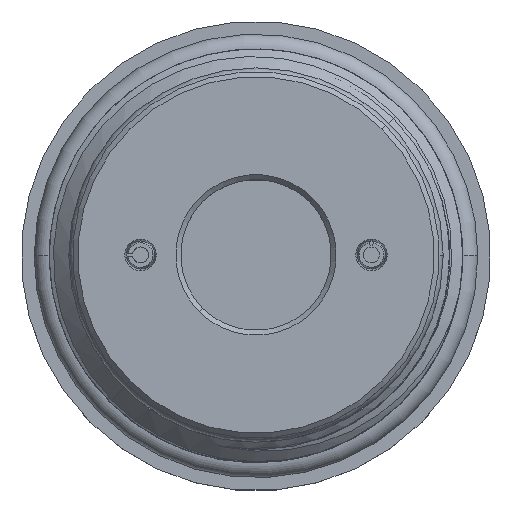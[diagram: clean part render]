
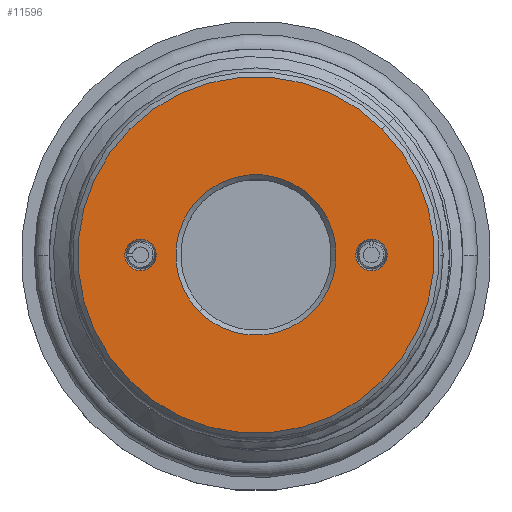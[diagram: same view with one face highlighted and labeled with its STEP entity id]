
A CAD part, top view. The second image highlights one B-rep face of the part: STEP entity #11596.
In plain terms, the highlighted planar face has unit normal (0, 0, 1).
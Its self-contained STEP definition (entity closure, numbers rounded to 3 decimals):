
#259 = FACE_OUTER_BOUND ( 'NONE', #1116, .T. ) ;
#869 = CARTESIAN_POINT ( 'NONE',  ( -5.657, -5.657, 78.2 ) ) ;
#949 = DIRECTION ( 'NONE',  ( 0., 0., 1. ) ) ;
#1116 = EDGE_LOOP ( 'NONE', ( #9474, #7919 ) ) ;
#1131 = CIRCLE ( 'NONE', #13530, 17.76 ) ;
#1344 = CIRCLE ( 'NONE', #5796, 1.561 ) ;
#1420 = DIRECTION ( 'NONE',  ( 0., 0., -1. ) ) ;
#1471 = CIRCLE ( 'NONE', #3883, 8. ) ;
#1599 = DIRECTION ( 'NONE',  ( -0.707, -0.707, 0. ) ) ;
#2359 = AXIS2_PLACEMENT_3D ( 'NONE', #8901, #6556, #10093 ) ;
#2595 = DIRECTION ( 'NONE',  ( 0., 0., -1. ) ) ;
#2941 = AXIS2_PLACEMENT_3D ( 'NONE', #6719, #949, #5529 ) ;
#2942 = CIRCLE ( 'NONE', #14682, 8. ) ;
#3125 = VERTEX_POINT ( 'NONE', #8886 ) ;
#3268 = DIRECTION ( 'NONE',  ( 0., 0., -1. ) ) ;
#3378 = VERTEX_POINT ( 'NONE', #9244 ) ;
#3467 = VERTEX_POINT ( 'NONE', #10878 ) ;
#3589 = ORIENTED_EDGE ( 'NONE', *, *, #14639, .T. ) ;
#3883 = AXIS2_PLACEMENT_3D ( 'NONE', #7416, #8656, #1599 ) ;
#3903 = PLANE ( 'NONE',  #8757 ) ;
#3919 = CARTESIAN_POINT ( 'NONE',  ( 0., 0., 78.2 ) ) ;
#4022 = EDGE_LOOP ( 'NONE', ( #9744, #7066 ) ) ;
#4834 = DIRECTION ( 'NONE',  ( 0., 0., 1. ) ) ;
#5011 = CIRCLE ( 'NONE', #2941, 17.76 ) ;
#5090 = DIRECTION ( 'NONE',  ( -0.707, -0.707, 0. ) ) ;
#5105 = AXIS2_PLACEMENT_3D ( 'NONE', #10341, #3268, #8100 ) ;
#5162 = EDGE_CURVE ( 'NONE', #3378, #9812, #5011, .T. ) ;
#5199 = DIRECTION ( 'NONE',  ( 0., 0., -1. ) ) ;
#5529 = DIRECTION ( 'NONE',  ( -0.707, -0.707, 0. ) ) ;
#5704 = ORIENTED_EDGE ( 'NONE', *, *, #9774, .T. ) ;
#5796 = AXIS2_PLACEMENT_3D ( 'NONE', #12370, #5199, #8763 ) ;
#6123 = CIRCLE ( 'NONE', #5105, 1.561 ) ;
#6493 = VERTEX_POINT ( 'NONE', #14660 ) ;
#6556 = DIRECTION ( 'NONE',  ( 0., 0., -1. ) ) ;
#6719 = CARTESIAN_POINT ( 'NONE',  ( 0., 0., 78.2 ) ) ;
#6810 = ORIENTED_EDGE ( 'NONE', *, *, #8185, .T. ) ;
#7066 = ORIENTED_EDGE ( 'NONE', *, *, #10536, .T. ) ;
#7172 = EDGE_CURVE ( 'NONE', #12267, #10191, #1471, .T. ) ;
#7416 = CARTESIAN_POINT ( 'NONE',  ( 0., 0., 78.2 ) ) ;
#7535 = CIRCLE ( 'NONE', #7835, 1.561 ) ;
#7568 = VERTEX_POINT ( 'NONE', #14897 ) ;
#7835 = AXIS2_PLACEMENT_3D ( 'NONE', #9656, #2595, #10818 ) ;
#7919 = ORIENTED_EDGE ( 'NONE', *, *, #5162, .T. ) ;
#8100 = DIRECTION ( 'NONE',  ( 0.707, 0.707, 0. ) ) ;
#8185 = EDGE_CURVE ( 'NONE', #10191, #12267, #2942, .T. ) ;
#8656 = DIRECTION ( 'NONE',  ( 0., 0., -1. ) ) ;
#8757 = AXIS2_PLACEMENT_3D ( 'NONE', #12167, #1420, #5090 ) ;
#8763 = DIRECTION ( 'NONE',  ( -0.707, -0.707, 0. ) ) ;
#8879 = ORIENTED_EDGE ( 'NONE', *, *, #7172, .T. ) ;
#8886 = CARTESIAN_POINT ( 'NONE',  ( -10.396, 1.104, 78.2 ) ) ;
#8901 = CARTESIAN_POINT ( 'NONE',  ( 11.5, 0., 78.2 ) ) ;
#8909 = EDGE_LOOP ( 'NONE', ( #5704, #3589 ) ) ;
#9244 = CARTESIAN_POINT ( 'NONE',  ( 12.558, 12.558, 78.2 ) ) ;
#9474 = ORIENTED_EDGE ( 'NONE', *, *, #14547, .T. ) ;
#9656 = CARTESIAN_POINT ( 'NONE',  ( -11.5, 0., 78.2 ) ) ;
#9744 = ORIENTED_EDGE ( 'NONE', *, *, #14715, .T. ) ;
#9774 = EDGE_CURVE ( 'NONE', #3125, #6493, #7535, .T. ) ;
#9812 = VERTEX_POINT ( 'NONE', #11893 ) ;
#10093 = DIRECTION ( 'NONE',  ( 0.707, 0.707, 0. ) ) ;
#10191 = VERTEX_POINT ( 'NONE', #10426 ) ;
#10341 = CARTESIAN_POINT ( 'NONE',  ( 11.5, 0., 78.2 ) ) ;
#10418 = DIRECTION ( 'NONE',  ( 0., 0., -1. ) ) ;
#10426 = CARTESIAN_POINT ( 'NONE',  ( 5.657, 5.657, 78.2 ) ) ;
#10536 = EDGE_CURVE ( 'NONE', #3467, #7568, #6123, .T. ) ;
#10579 = CIRCLE ( 'NONE', #2359, 1.561 ) ;
#10818 = DIRECTION ( 'NONE',  ( -0.707, -0.707, 0. ) ) ;
#10878 = CARTESIAN_POINT ( 'NONE',  ( 12.604, 1.104, 78.2 ) ) ;
#11576 = CARTESIAN_POINT ( 'NONE',  ( 0., 0., 78.2 ) ) ;
#11596 = ADVANCED_FACE ( 'NONE', ( #13415, #259, #15078, #12302 ), #3903, .F. ) ;
#11893 = CARTESIAN_POINT ( 'NONE',  ( -12.558, -12.558, 78.2 ) ) ;
#12014 = EDGE_LOOP ( 'NONE', ( #6810, #8879 ) ) ;
#12167 = CARTESIAN_POINT ( 'NONE',  ( -12.912, 12.912, 78.2 ) ) ;
#12267 = VERTEX_POINT ( 'NONE', #869 ) ;
#12302 = FACE_BOUND ( 'NONE', #8909, .T. ) ;
#12370 = CARTESIAN_POINT ( 'NONE',  ( -11.5, 0., 78.2 ) ) ;
#13079 = DIRECTION ( 'NONE',  ( -0.707, -0.707, 0. ) ) ;
#13117 = DIRECTION ( 'NONE',  ( -0.707, -0.707, 0. ) ) ;
#13415 = FACE_BOUND ( 'NONE', #12014, .T. ) ;
#13530 = AXIS2_PLACEMENT_3D ( 'NONE', #3919, #4834, #13117 ) ;
#14547 = EDGE_CURVE ( 'NONE', #9812, #3378, #1131, .T. ) ;
#14639 = EDGE_CURVE ( 'NONE', #6493, #3125, #1344, .T. ) ;
#14660 = CARTESIAN_POINT ( 'NONE',  ( -12.604, -1.104, 78.2 ) ) ;
#14682 = AXIS2_PLACEMENT_3D ( 'NONE', #11576, #10418, #13079 ) ;
#14715 = EDGE_CURVE ( 'NONE', #7568, #3467, #10579, .T. ) ;
#14897 = CARTESIAN_POINT ( 'NONE',  ( 10.396, -1.104, 78.2 ) ) ;
#15078 = FACE_BOUND ( 'NONE', #4022, .T. ) ;
